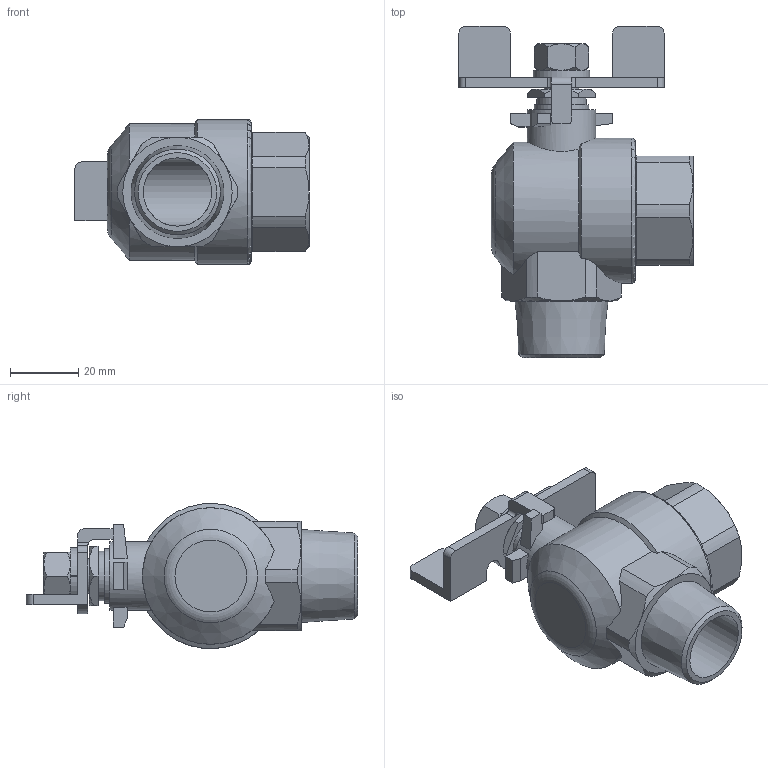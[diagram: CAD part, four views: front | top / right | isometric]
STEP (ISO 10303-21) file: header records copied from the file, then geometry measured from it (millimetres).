
FILE_DESCRIPTION(/* description */ ('Unknown'),/* implementation_level */ '2;1');
FILE_NAME(/* name */ 'R-636-DN20',/* time_stamp */ '2024-03-28T11:18:50+08:00',/* author */ ('Unknown'),/* organization */ ('Unknown'),/* preprocessor_version */ 'ST-DEVELOPER v16.7',/* originating_system */ 'DEX',/* authorisation */ $);
FILE_SCHEMA (('AUTOMOTIVE_DESIGN {1 0 10303 214 3 1 1}'));
Length unit declared in the file: millimetre
Products named in the file (2): R-636-DN20
Bounding box: 68.5 x 97 x 42.48 mm (x, y, z)
Volume: 64572.2 mm3; surface area: 23495.1 mm2
Topology: 2 solids, 2 shells, 185 faces, 465 edges, 294 vertices
Faces by surface type: plane 87, cylinder 51, cone 39, torus 8
Full cylindrical faces by diameter (mm): 10 x1, 10.5 x1, 14.465 x1, 15.88 x1, 20 x4, 22.8 x1, 24.8 x1, 42.5 x1
Entity records: 5538 total; most frequent: CARTESIAN_POINT 1216, ORIENTED_EDGE 880, DIRECTION 868, EDGE_CURVE 440, AXIS2_PLACEMENT_3D 333, VERTEX_POINT 287, EDGE_LOOP 223, FACE_BOUND 223
